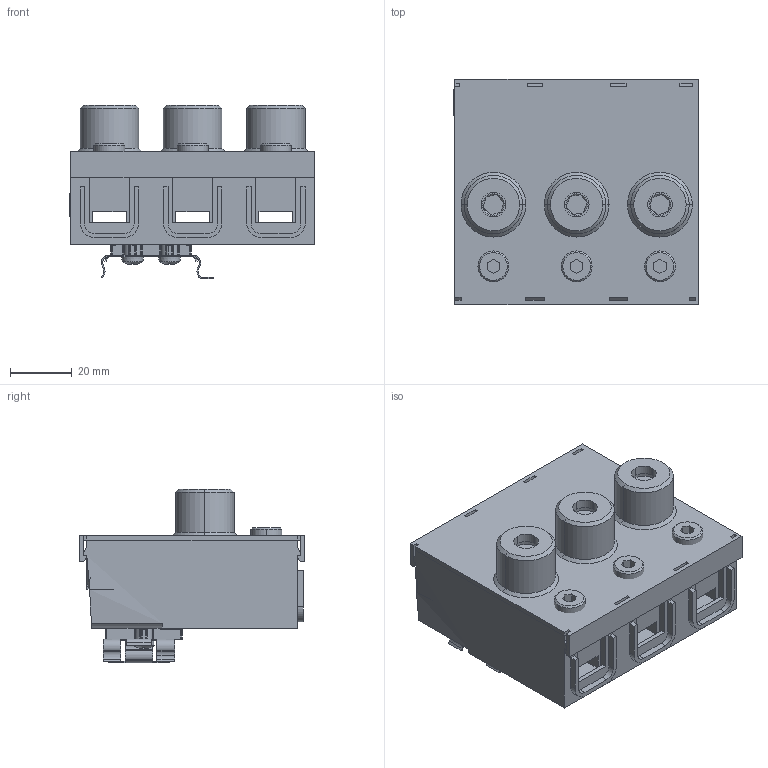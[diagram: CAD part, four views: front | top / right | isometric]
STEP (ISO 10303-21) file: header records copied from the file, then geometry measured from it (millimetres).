
FILE_DESCRIPTION (( 'STEP AP214' ), '1' );
FILE_NAME ('Einspeiseblock.STEP', '2012-04-18T12:55:41', ( '' ), ( '' ), 'SwSTEP 2.0', 'SolidWorks 2011', '' );
FILE_SCHEMA (( 'AUTOMOTIVE_DESIGN' ));
Length unit declared in the file: millimetre
Products named in the file (8): Einspeiseblock; Sammelschiene_Gehäuse; Sammelschiene_Gehäusedeckel; Sammelschiene_Klemmgehäuse; Gewindestift_M10x1; Gewindestift_M14x1; Kreuzfeder; ST3.9-6
Assembly tree (14 placements, depth 2):
  Einspeiseblock
    Gewindestift_M14x1  x3
    Sammelschiene_Gehäusedeckel
    Sammelschiene_Klemmgehäuse  x3
    ST3.9-6  x2
    Kreuzfeder
    Sammelschiene_Gehäuse
    Gewindestift_M10x1  x3
Bounding box: 79.44 x 73.25 x 56.25 mm (x, y, z)
Volume: 90330 mm3; surface area: 80718.7 mm2
Topology: 14 solids, 14 shells, 934 faces, 2439 edges, 1535 vertices
Faces by surface type: plane 504, cylinder 266, cone 98, bspline 40, sphere 16, torus 10
Entity records: 30199 total; most frequent: CARTESIAN_POINT 10350, ORIENTED_EDGE 4156, DIRECTION 3929, EDGE_CURVE 2078, VECTOR 1407, LINE 1407, VERTEX_POINT 1324, AXIS2_PLACEMENT_3D 1261
